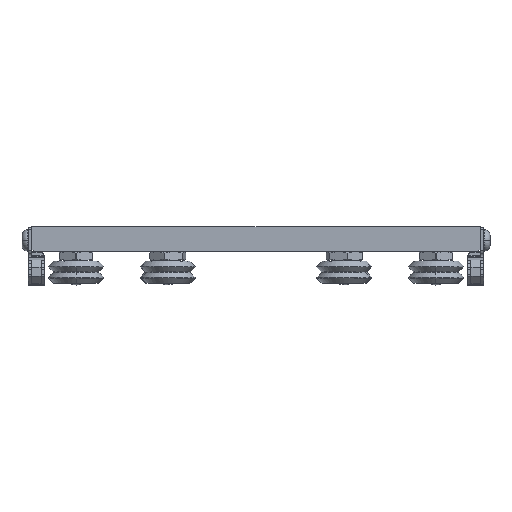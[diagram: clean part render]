
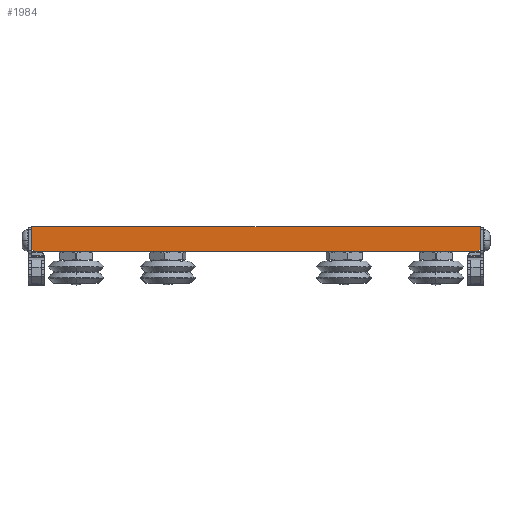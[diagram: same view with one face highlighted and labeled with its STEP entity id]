
A CAD part, top view. The second image highlights one B-rep face of the part: STEP entity #1984.
In plain terms, the highlighted planar face has unit normal (0, 0, 1).
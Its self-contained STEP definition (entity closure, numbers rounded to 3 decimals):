
#391 = EDGE_CURVE ( 'NONE', #13376, #29561, #14927, .T. ) ;
#1186 = VERTEX_POINT ( 'NONE', #22131 ) ;
#1269 = LINE ( 'NONE', #6213, #11151 ) ;
#1313 = PLANE ( 'NONE',  #12040 ) ;
#1984 = ADVANCED_FACE ( 'NONE', ( #9685 ), #1313, .T. ) ;
#2013 = EDGE_CURVE ( 'NONE', #1186, #16503, #11001, .T. ) ;
#4115 = CARTESIAN_POINT ( 'NONE',  ( 78.803, 0., 12.001 ) ) ;
#4398 = DIRECTION ( 'NONE',  ( -1., 0., 0. ) ) ;
#5491 = DIRECTION ( 'NONE',  ( 1., 0., 0. ) ) ;
#6213 = CARTESIAN_POINT ( 'NONE',  ( -79.756, 0.952, 12.001 ) ) ;
#6217 = VERTEX_POINT ( 'NONE', #29739 ) ;
#6696 = CARTESIAN_POINT ( 'NONE',  ( 79.756, 0.952, 12.001 ) ) ;
#6703 = EDGE_CURVE ( 'NONE', #29561, #1186, #6807, .T. ) ;
#6807 = LINE ( 'NONE', #18465, #27997 ) ;
#8442 = DIRECTION ( 'NONE',  ( 0., -1., 0. ) ) ;
#8879 = LINE ( 'NONE', #13449, #29654 ) ;
#9685 = FACE_OUTER_BOUND ( 'NONE', #28062, .T. ) ;
#10691 = CARTESIAN_POINT ( 'NONE',  ( -79.756, 0.953, 12.001 ) ) ;
#10725 = CARTESIAN_POINT ( 'NONE',  ( 0., 0., 12.001 ) ) ;
#11001 = LINE ( 'NONE', #15909, #19919 ) ;
#11151 = VECTOR ( 'NONE', #24676, 1000. ) ;
#11929 = CARTESIAN_POINT ( 'NONE',  ( -78.803, 0., 12.001 ) ) ;
#12040 = AXIS2_PLACEMENT_3D ( 'NONE', #10725, #29492, #5491 ) ;
#12819 = EDGE_CURVE ( 'NONE', #18803, #6217, #1269, .T. ) ;
#13339 = ORIENTED_EDGE ( 'NONE', *, *, #6703, .T. ) ;
#13376 = VERTEX_POINT ( 'NONE', #4115 ) ;
#13449 = CARTESIAN_POINT ( 'NONE',  ( -79.756, 0., 12.001 ) ) ;
#14086 = EDGE_CURVE ( 'NONE', #16503, #18803, #8879, .T. ) ;
#14357 = VECTOR ( 'NONE', #17398, 1000. ) ;
#14927 = LINE ( 'NONE', #26513, #14357 ) ;
#15909 = CARTESIAN_POINT ( 'NONE',  ( 0., 8.814, 12.001 ) ) ;
#16165 = DIRECTION ( 'NONE',  ( 0., 1., 0. ) ) ;
#16503 = VERTEX_POINT ( 'NONE', #29961 ) ;
#16582 = ORIENTED_EDGE ( 'NONE', *, *, #29454, .T. ) ;
#17005 = VECTOR ( 'NONE', #25970, 1000. ) ;
#17027 = LINE ( 'NONE', #11929, #17005 ) ;
#17398 = DIRECTION ( 'NONE',  ( 0.707, 0.707, 0. ) ) ;
#18465 = CARTESIAN_POINT ( 'NONE',  ( 79.756, 0., 12.001 ) ) ;
#18803 = VERTEX_POINT ( 'NONE', #10691 ) ;
#19919 = VECTOR ( 'NONE', #4398, 1000. ) ;
#21514 = ORIENTED_EDGE ( 'NONE', *, *, #12819, .T. ) ;
#22131 = CARTESIAN_POINT ( 'NONE',  ( 79.756, 8.814, 12.001 ) ) ;
#24676 = DIRECTION ( 'NONE',  ( 0.707, -0.707, 0. ) ) ;
#25970 = DIRECTION ( 'NONE',  ( 1., 0., 0. ) ) ;
#26513 = CARTESIAN_POINT ( 'NONE',  ( 78.803, 0., 12.001 ) ) ;
#27997 = VECTOR ( 'NONE', #16165, 1000. ) ;
#28062 = EDGE_LOOP ( 'NONE', ( #13339, #30066, #28298, #21514, #16582, #29988 ) ) ;
#28298 = ORIENTED_EDGE ( 'NONE', *, *, #14086, .T. ) ;
#29454 = EDGE_CURVE ( 'NONE', #6217, #13376, #17027, .T. ) ;
#29492 = DIRECTION ( 'NONE',  ( 0., 0., 1. ) ) ;
#29561 = VERTEX_POINT ( 'NONE', #6696 ) ;
#29654 = VECTOR ( 'NONE', #8442, 1000. ) ;
#29739 = CARTESIAN_POINT ( 'NONE',  ( -78.803, 0., 12.001 ) ) ;
#29961 = CARTESIAN_POINT ( 'NONE',  ( -79.756, 8.814, 12.001 ) ) ;
#29988 = ORIENTED_EDGE ( 'NONE', *, *, #391, .T. ) ;
#30066 = ORIENTED_EDGE ( 'NONE', *, *, #2013, .T. ) ;
